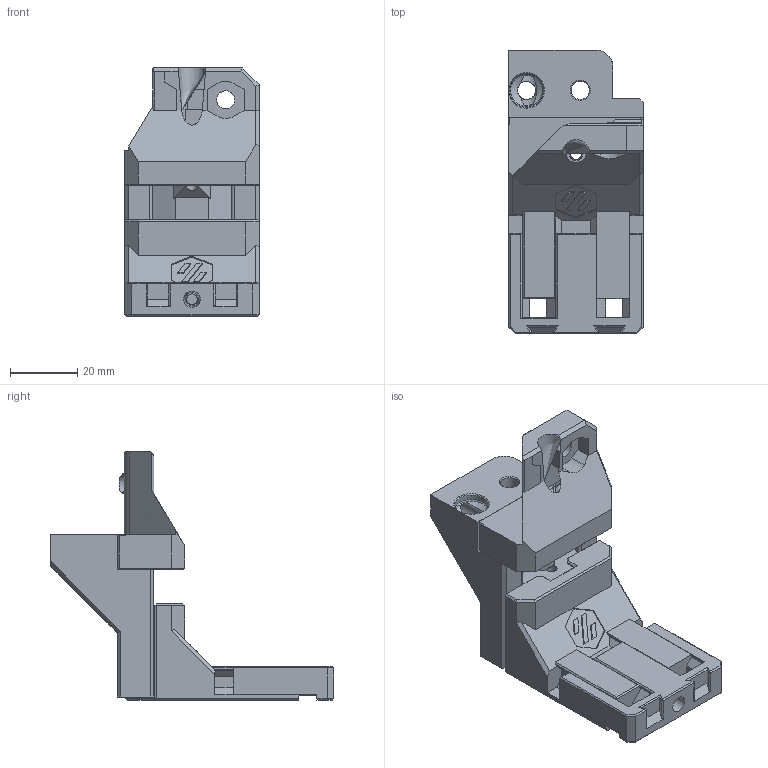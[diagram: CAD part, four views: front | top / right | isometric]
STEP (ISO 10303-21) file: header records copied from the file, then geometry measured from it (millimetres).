
FILE_DESCRIPTION(/* description */ ('FreeCAD Model'),/* implementation_level */ '2;1');
FILE_NAME(/* name */ 'belt_purger_a011 v20.step',/* time_stamp */ '2025-10-11T18:23:49+02:00',/* author */ (''),/* organization */ (''),/* preprocessor_version */ 'ST-DEVELOPER v20.1',/* originating_system */ 'Autodesk Translation Framework v14.17.0.0',/* authorisation */ '');
FILE_SCHEMA (('AUTOMOTIVE_DESIGN { 1 0 10303 214 3 1 1 }'));
Length unit declared in the file: millimetre
Products named in the file (8): GBP; Mounts; AT_Mount; front_arm_slide_(GBP); front_arm_base_(GBP); mount_upper_(GBP); mount_lower_(GBP); Complett
Assembly tree (7 placements, depth 4):
  GBP
    Mounts
      AT_Mount
        front_arm_slide_(GBP)
        front_arm_base_(GBP)
        mount_upper_(GBP)
        mount_lower_(GBP)
        Complett
Bounding box: 40 x 84.42 x 73.86 mm (x, y, z)
Volume: 63885.2 mm3; surface area: 27584.6 mm2
Topology: 4 solids, 4 shells, 526 faces, 1448 edges, 926 vertices
Faces by surface type: plane 426, cylinder 80, cone 17, bspline 3
Full cylindrical faces by diameter (mm): 3.2 x2, 3.4 x2, 4 x1, 4.65 x2, 5.4 x3, 9.8 x1, 10 x1
Entity records: 17082 total; most frequent: CARTESIAN_POINT 3350, ORIENTED_EDGE 2888, DIRECTION 2731, EDGE_CURVE 1444, LINE 1183, VECTOR 1183, VERTEX_POINT 926, AXIS2_PLACEMENT_3D 774
